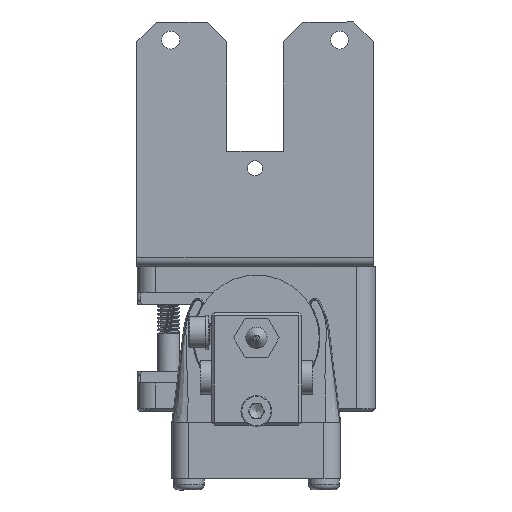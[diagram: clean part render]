
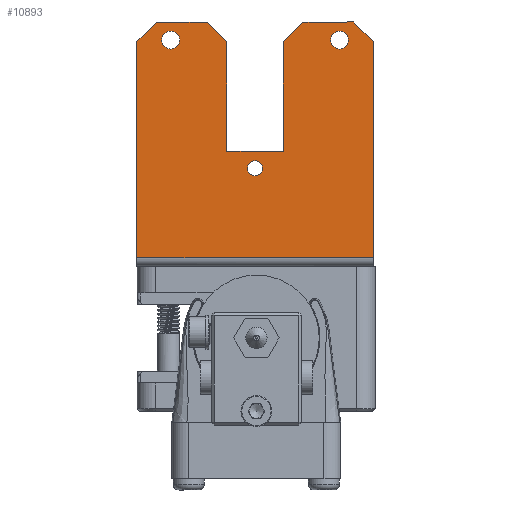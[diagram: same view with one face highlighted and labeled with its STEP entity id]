
A CAD part, front view. The second image highlights one B-rep face of the part: STEP entity #10893.
In plain terms, the highlighted planar face has unit normal (0, -1, 0).
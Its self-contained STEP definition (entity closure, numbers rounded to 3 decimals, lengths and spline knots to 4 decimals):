
#680=LINE('',#18780,#1304);
#694=LINE('',#18822,#1318);
#695=LINE('',#18825,#1319);
#698=LINE('',#18830,#1322);
#699=LINE('',#18832,#1323);
#700=LINE('',#18834,#1324);
#701=LINE('',#18836,#1325);
#702=LINE('',#18838,#1326);
#703=LINE('',#18840,#1327);
#704=LINE('',#18842,#1328);
#705=LINE('',#18844,#1329);
#706=LINE('',#18846,#1330);
#707=LINE('',#18848,#1331);
#708=LINE('',#18849,#1332);
#1304=VECTOR('',#13450,0.0045);
#1318=VECTOR('',#13480,4.2045);
#1319=VECTOR('',#13483,3.84);
#1322=VECTOR('',#13488,0.0005);
#1323=VECTOR('',#13489,3.8395);
#1324=VECTOR('',#13490,0.495);
#1325=VECTOR('',#13491,0.9);
#1326=VECTOR('',#13492,0.495);
#1327=VECTOR('',#13493,1.95);
#1328=VECTOR('',#13494,1.);
#1329=VECTOR('',#13495,1.95);
#1330=VECTOR('',#13496,0.495);
#1331=VECTOR('',#13497,0.9);
#1332=VECTOR('',#13498,0.495);
#2001=FACE_BOUND('',#3417,.T.);
#2002=FACE_BOUND('',#3418,.T.);
#2003=FACE_BOUND('',#3419,.T.);
#2641=FACE_OUTER_BOUND('',#3416,.T.);
#3416=EDGE_LOOP('',(#7946,#7947,#7948,#7949,#7950,#7951,#7952,#7953,#7954,
#7955,#7956,#7957,#7958,#7959));
#3417=EDGE_LOOP('',(#7960));
#3418=EDGE_LOOP('',(#7961));
#3419=EDGE_LOOP('',(#7962));
#4361=CIRCLE('',#11757,0.135);
#4362=CIRCLE('',#11758,0.16);
#4363=CIRCLE('',#11759,0.16);
#5002=VERTEX_POINT('',#18777);
#5003=VERTEX_POINT('',#18779);
#5018=VERTEX_POINT('',#18811);
#5023=VERTEX_POINT('',#18820);
#5024=VERTEX_POINT('',#18824);
#5026=VERTEX_POINT('',#18831);
#5027=VERTEX_POINT('',#18833);
#5028=VERTEX_POINT('',#18835);
#5029=VERTEX_POINT('',#18837);
#5030=VERTEX_POINT('',#18839);
#5031=VERTEX_POINT('',#18841);
#5032=VERTEX_POINT('',#18843);
#5033=VERTEX_POINT('',#18845);
#5034=VERTEX_POINT('',#18847);
#5035=VERTEX_POINT('',#18850);
#5036=VERTEX_POINT('',#18852);
#5037=VERTEX_POINT('',#18854);
#6124=EDGE_CURVE('',#5002,#5003,#680,.T.);
#6145=EDGE_CURVE('',#5023,#5018,#694,.T.);
#6146=EDGE_CURVE('',#5018,#5024,#695,.T.);
#6149=EDGE_CURVE('',#5023,#5003,#698,.T.);
#6150=EDGE_CURVE('',#5026,#5002,#699,.T.);
#6151=EDGE_CURVE('',#5027,#5026,#700,.T.);
#6152=EDGE_CURVE('',#5028,#5027,#701,.T.);
#6153=EDGE_CURVE('',#5029,#5028,#702,.T.);
#6154=EDGE_CURVE('',#5029,#5030,#703,.T.);
#6155=EDGE_CURVE('',#5030,#5031,#704,.T.);
#6156=EDGE_CURVE('',#5031,#5032,#705,.T.);
#6157=EDGE_CURVE('',#5033,#5032,#706,.T.);
#6158=EDGE_CURVE('',#5034,#5033,#707,.T.);
#6159=EDGE_CURVE('',#5024,#5034,#708,.T.);
#6160=EDGE_CURVE('',#5035,#5035,#4361,.T.);
#6161=EDGE_CURVE('',#5036,#5036,#4362,.T.);
#6162=EDGE_CURVE('',#5037,#5037,#4363,.T.);
#7946=ORIENTED_EDGE('',*,*,#6145,.F.);
#7947=ORIENTED_EDGE('',*,*,#6149,.T.);
#7948=ORIENTED_EDGE('',*,*,#6124,.F.);
#7949=ORIENTED_EDGE('',*,*,#6150,.F.);
#7950=ORIENTED_EDGE('',*,*,#6151,.F.);
#7951=ORIENTED_EDGE('',*,*,#6152,.F.);
#7952=ORIENTED_EDGE('',*,*,#6153,.F.);
#7953=ORIENTED_EDGE('',*,*,#6154,.T.);
#7954=ORIENTED_EDGE('',*,*,#6155,.T.);
#7955=ORIENTED_EDGE('',*,*,#6156,.T.);
#7956=ORIENTED_EDGE('',*,*,#6157,.F.);
#7957=ORIENTED_EDGE('',*,*,#6158,.F.);
#7958=ORIENTED_EDGE('',*,*,#6159,.F.);
#7959=ORIENTED_EDGE('',*,*,#6146,.F.);
#7960=ORIENTED_EDGE('',*,*,#6160,.F.);
#7961=ORIENTED_EDGE('',*,*,#6161,.F.);
#7962=ORIENTED_EDGE('',*,*,#6162,.F.);
#10185=PLANE('',#11756);
#10893=ADVANCED_FACE('',(#2641,#2001,#2002,#2003),#10185,.F.);
#11756=AXIS2_PLACEMENT_3D('',#18829,#13486,#13487);
#11757=AXIS2_PLACEMENT_3D('',#18851,#13499,#13500);
#11758=AXIS2_PLACEMENT_3D('',#18853,#13501,#13502);
#11759=AXIS2_PLACEMENT_3D('',#18855,#13503,#13504);
#13450=DIRECTION('',(-1.,0.,0.));
#13480=DIRECTION('',(1.,0.,0.));
#13483=DIRECTION('',(0.,0.,-1.));
#13486=DIRECTION('center_axis',(0.,1.,0.));
#13487=DIRECTION('ref_axis',(-1.,0.,0.));
#13488=DIRECTION('',(0.,0.,-1.));
#13489=DIRECTION('',(0.,0.,1.));
#13490=DIRECTION('',(-0.707,0.,0.707));
#13491=DIRECTION('',(-1.,0.,0.));
#13492=DIRECTION('',(-0.707,0.,-0.707));
#13493=DIRECTION('',(0.,0.,1.));
#13494=DIRECTION('',(1.,0.,0.));
#13495=DIRECTION('',(0.,0.,-1.));
#13496=DIRECTION('',(-0.707,0.,0.707));
#13497=DIRECTION('',(-1.,0.,0.));
#13498=DIRECTION('',(-0.707,0.,-0.707));
#13499=DIRECTION('center_axis',(0.,-1.,0.));
#13500=DIRECTION('ref_axis',(-1.,0.,0.));
#13501=DIRECTION('center_axis',(0.,-1.,0.));
#13502=DIRECTION('ref_axis',(-1.,0.,0.));
#13503=DIRECTION('center_axis',(0.,-1.,0.));
#13504=DIRECTION('ref_axis',(-1.,0.,0.));
#18777=CARTESIAN_POINT('',(0.0045,0.,-0.15));
#18779=CARTESIAN_POINT('',(0.,0.,-0.15));
#18780=CARTESIAN_POINT('',(0.,0.,-0.15));
#18811=CARTESIAN_POINT('',(4.2045,0.,-0.1495));
#18820=CARTESIAN_POINT('',(0.,0.,-0.1495));
#18822=CARTESIAN_POINT('',(1.0545,0.,-0.1495));
#18824=CARTESIAN_POINT('',(4.2045,0.,-3.9895));
#18825=CARTESIAN_POINT('',(4.2045,0.,0.0005));
#18829=CARTESIAN_POINT('Origin',(2.1045,0.,-2.1695));
#18830=CARTESIAN_POINT('',(0.,0.,0.));
#18831=CARTESIAN_POINT('',(0.0045,0.,-3.9895));
#18832=CARTESIAN_POINT('',(0.0045,0.,-4.3395));
#18833=CARTESIAN_POINT('',(0.3545,0.,-4.3395));
#18834=CARTESIAN_POINT('',(0.162,0.,-4.147));
#18835=CARTESIAN_POINT('',(1.2545,0.,-4.3395));
#18836=CARTESIAN_POINT('',(3.352,0.,-4.3395));
#18837=CARTESIAN_POINT('',(1.6045,0.,-3.9895));
#18838=CARTESIAN_POINT('',(2.097,0.,-3.497));
#18839=CARTESIAN_POINT('',(1.6045,0.,-2.0395));
#18840=CARTESIAN_POINT('',(1.6045,0.,-4.3395));
#18841=CARTESIAN_POINT('',(2.6045,0.,-2.0395));
#18842=CARTESIAN_POINT('',(1.6045,0.,-2.0395));
#18843=CARTESIAN_POINT('',(2.6045,0.,-3.9895));
#18844=CARTESIAN_POINT('',(2.6045,0.,-2.0395));
#18845=CARTESIAN_POINT('',(2.9545,0.,-4.3395));
#18846=CARTESIAN_POINT('',(2.112,0.,-3.497));
#18847=CARTESIAN_POINT('',(3.8545,0.,-4.3395));
#18848=CARTESIAN_POINT('',(4.2045,0.,-4.3395));
#18849=CARTESIAN_POINT('',(4.047,0.,-4.147));
#18850=CARTESIAN_POINT('',(2.2395,0.,-1.7395));
#18851=CARTESIAN_POINT('Origin',(2.1045,0.,-1.7395));
#18852=CARTESIAN_POINT('',(3.7645,0.,-4.0195));
#18853=CARTESIAN_POINT('Origin',(3.6045,0.,-4.0195));
#18854=CARTESIAN_POINT('',(0.7645,0.,-4.0195));
#18855=CARTESIAN_POINT('Origin',(0.6045,0.,-4.0195));
